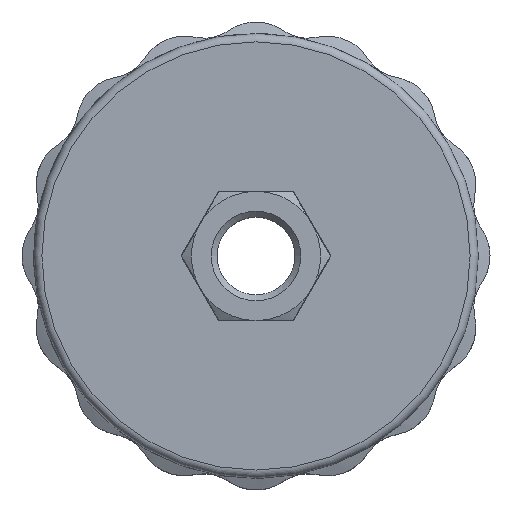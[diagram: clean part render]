
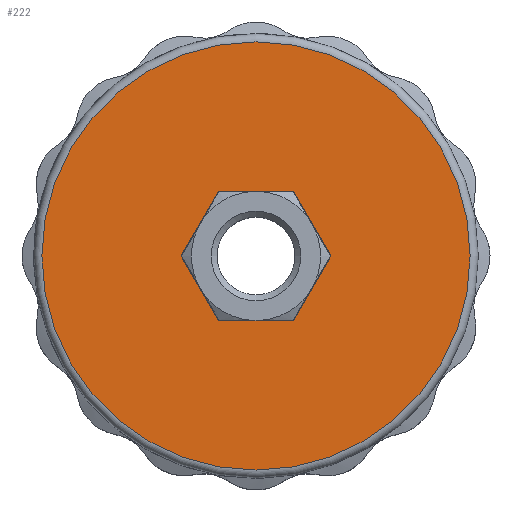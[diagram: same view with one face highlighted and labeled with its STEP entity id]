
A CAD part, top view. The second image highlights one B-rep face of the part: STEP entity #222.
In plain terms, the highlighted planar face has unit normal (0, 0, 1).
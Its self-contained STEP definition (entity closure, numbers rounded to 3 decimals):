
#222 = ADVANCED_FACE( '', ( #512, #513 ), #514, .F. );
#512 = FACE_OUTER_BOUND( '', #879, .T. );
#513 = FACE_BOUND( '', #880, .T. );
#514 = PLANE( '', #881 );
#879 = EDGE_LOOP( '', ( #1439 ) );
#880 = EDGE_LOOP( '', ( #1440, #1441, #1442, #1443, #1444, #1445 ) );
#881 = AXIS2_PLACEMENT_3D( '', #1446, #1447, #1448 );
#1439 = ORIENTED_EDGE( '', *, *, #2290, .T. );
#1440 = ORIENTED_EDGE( '', *, *, #2291, .F. );
#1441 = ORIENTED_EDGE( '', *, *, #2292, .F. );
#1442 = ORIENTED_EDGE( '', *, *, #2293, .F. );
#1443 = ORIENTED_EDGE( '', *, *, #2294, .F. );
#1444 = ORIENTED_EDGE( '', *, *, #2295, .F. );
#1445 = ORIENTED_EDGE( '', *, *, #2296, .F. );
#1446 = CARTESIAN_POINT( '', ( 19., 0., 9. ) );
#1447 = DIRECTION( '', ( 0., 0., -1. ) );
#1448 = DIRECTION( '', ( -1., 0., 0. ) );
#2290 = EDGE_CURVE( '', #2802, #2802, #2803, .F. );
#2291 = EDGE_CURVE( '', #2804, #2805, #2806, .T. );
#2292 = EDGE_CURVE( '', #2807, #2804, #2808, .T. );
#2293 = EDGE_CURVE( '', #2809, #2807, #2810, .T. );
#2294 = EDGE_CURVE( '', #2811, #2809, #2812, .T. );
#2295 = EDGE_CURVE( '', #2813, #2811, #2814, .T. );
#2296 = EDGE_CURVE( '', #2805, #2813, #2815, .T. );
#2802 = VERTEX_POINT( '', #3645 );
#2803 = CIRCLE( '', #3646, 18.3 );
#2804 = VERTEX_POINT( '', #3647 );
#2805 = VERTEX_POINT( '', #3648 );
#2806 = LINE( '', #3649, #3650 );
#2807 = VERTEX_POINT( '', #3651 );
#2808 = LINE( '', #3652, #3653 );
#2809 = VERTEX_POINT( '', #3654 );
#2810 = LINE( '', #3655, #3656 );
#2811 = VERTEX_POINT( '', #3657 );
#2812 = LINE( '', #3658, #3659 );
#2813 = VERTEX_POINT( '', #3660 );
#2814 = LINE( '', #3661, #3662 );
#2815 = LINE( '', #3663, #3664 );
#3645 = CARTESIAN_POINT( '', ( -18.3, 0., 9. ) );
#3646 = AXIS2_PLACEMENT_3D( '', #4411, #4412, #4413 );
#3647 = CARTESIAN_POINT( '', ( 3.204, 5.55, 9. ) );
#3648 = CARTESIAN_POINT( '', ( -3.204, 5.55, 9. ) );
#3649 = CARTESIAN_POINT( '', ( 19., 5.55, 9. ) );
#3650 = VECTOR( '', #4414, 1000. );
#3651 = CARTESIAN_POINT( '', ( 6.409, 0., 9. ) );
#3652 = CARTESIAN_POINT( '', ( 9.556, -5.452, 9. ) );
#3653 = VECTOR( '', #4415, 1000. );
#3654 = CARTESIAN_POINT( '', ( 3.204, -5.55, 9. ) );
#3655 = CARTESIAN_POINT( '', ( 9.556, 5.452, 9. ) );
#3656 = VECTOR( '', #4416, 1000. );
#3657 = CARTESIAN_POINT( '', ( -3.204, -5.55, 9. ) );
#3658 = CARTESIAN_POINT( '', ( 19., -5.55, 9. ) );
#3659 = VECTOR( '', #4417, 1000. );
#3660 = CARTESIAN_POINT( '', ( -6.409, 0., 9. ) );
#3661 = CARTESIAN_POINT( '', ( -0.056, -11.002, 9. ) );
#3662 = VECTOR( '', #4418, 1000. );
#3663 = CARTESIAN_POINT( '', ( -0.056, 11.002, 9. ) );
#3664 = VECTOR( '', #4419, 1000. );
#4411 = CARTESIAN_POINT( '', ( 0., 0., 9. ) );
#4412 = DIRECTION( '', ( 0., 0., -1. ) );
#4413 = DIRECTION( '', ( -1., 0., 0. ) );
#4414 = DIRECTION( '', ( -1., 0., 0. ) );
#4415 = DIRECTION( '', ( -0.5, 0.866, 0. ) );
#4416 = DIRECTION( '', ( 0.5, 0.866, 0. ) );
#4417 = DIRECTION( '', ( 1., 0., 0. ) );
#4418 = DIRECTION( '', ( 0.5, -0.866, 0. ) );
#4419 = DIRECTION( '', ( -0.5, -0.866, 0. ) );
